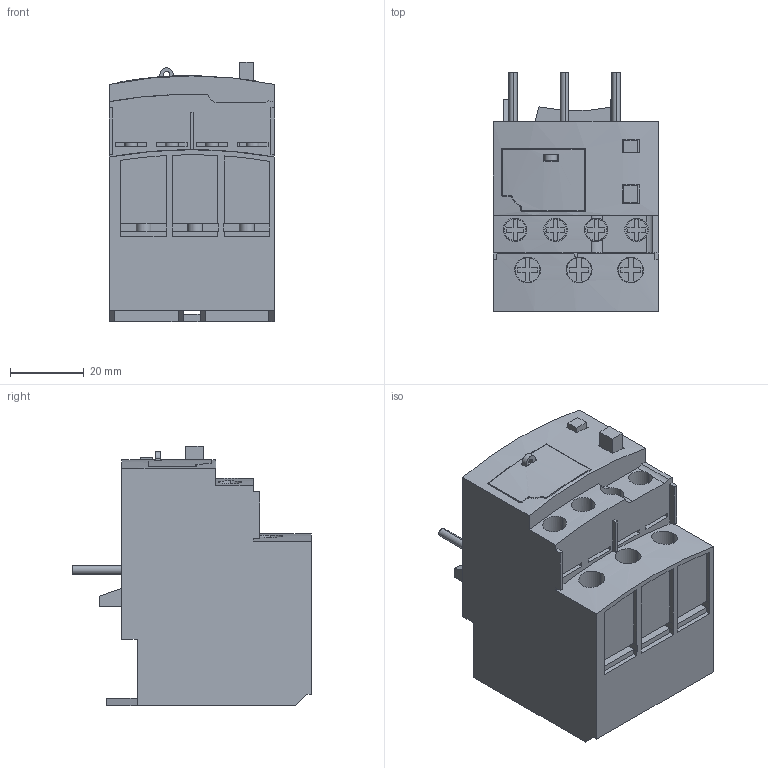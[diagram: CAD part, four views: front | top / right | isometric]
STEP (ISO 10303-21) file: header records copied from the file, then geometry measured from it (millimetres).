
FILE_DESCRIPTION((''),'2;1');
FILE_NAME('LRDXX-3D_ASM','2021-09-16T13:57:39',('SESA540900'),('Schneider-Electric'),'CREO PARAMETRIC BY PTC INC, 2019471','CREO PARAMETRIC BY PTC INC, 2019471','');
FILE_SCHEMA(('AP242_MANAGED_MODEL_BASED_3D_ENGINEERING_MIM_LF { 1 0 10303 442 1 1 4 }'));
Length unit declared in the file: millimetre
Products named in the file (2): LRDXX; LRDXX-3D_ASM
Assembly tree (1 placements, depth 2):
  LRDXX-3D_ASM
    LRDXX
Bounding box: 44.9 x 64.85 x 70.55 mm (x, y, z)
Volume: 118099.3 mm3; surface area: 26885.9 mm2
Topology: 2 solids, 2 shells, 395 faces, 1064 edges, 727 vertices
Faces by surface type: plane 303, cylinder 92
Entity records: 45337 total; most frequent: CARTESIAN_POINT 29219, DIRECTION 2120, ORIENTED_EDGE 2108, PRESENTATION_STYLE_ASSIGNMENT 1226, STYLED_ITEM 1082, CURVE_STYLE 1071, EDGE_CURVE 1054, VECTOR 836
